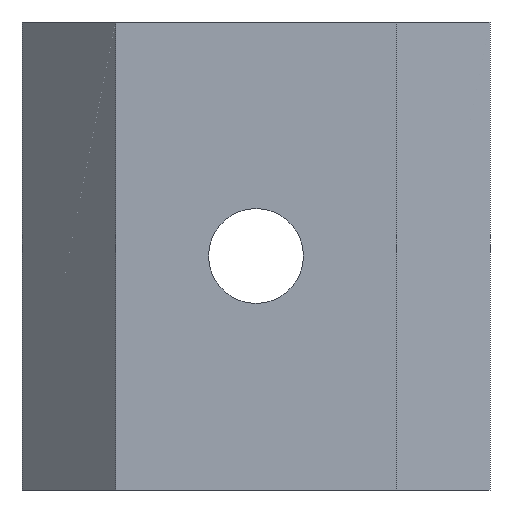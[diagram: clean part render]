
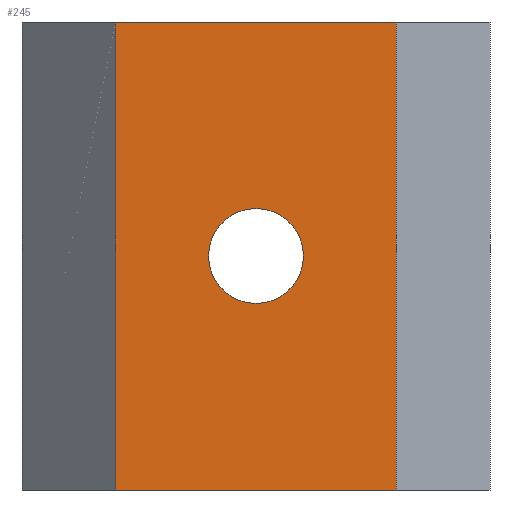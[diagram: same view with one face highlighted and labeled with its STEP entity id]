
A CAD part, front view. The second image highlights one B-rep face of the part: STEP entity #245.
In plain terms, the highlighted planar face has unit normal (0, -1, 0).
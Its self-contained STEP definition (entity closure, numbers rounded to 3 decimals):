
#27=LINE('',#364,#57);
#28=LINE('',#367,#58);
#29=LINE('',#369,#59);
#30=LINE('',#370,#60);
#57=VECTOR('',#298,16.);
#58=VECTOR('',#301,9.6);
#59=VECTOR('',#302,9.6);
#60=VECTOR('',#303,16.);
#79=PLANE('',#262);
#88=FACE_BOUND('',#110,.T.);
#95=FACE_OUTER_BOUND('',#109,.T.);
#109=EDGE_LOOP('',(#193,#194,#195,#196));
#110=EDGE_LOOP('',(#197));
#119=CIRCLE('',#256,1.621);
#121=VERTEX_POINT('',#334);
#131=VERTEX_POINT('',#360);
#132=VERTEX_POINT('',#362);
#133=VERTEX_POINT('',#366);
#134=VERTEX_POINT('',#368);
#143=EDGE_CURVE('',#121,#121,#119,.T.);
#157=EDGE_CURVE('',#131,#132,#27,.T.);
#158=EDGE_CURVE('',#131,#133,#28,.T.);
#159=EDGE_CURVE('',#134,#132,#29,.T.);
#160=EDGE_CURVE('',#133,#134,#30,.T.);
#193=ORIENTED_EDGE('',*,*,#158,.F.);
#194=ORIENTED_EDGE('',*,*,#157,.T.);
#195=ORIENTED_EDGE('',*,*,#159,.F.);
#196=ORIENTED_EDGE('',*,*,#160,.F.);
#197=ORIENTED_EDGE('',*,*,#143,.T.);
#245=ADVANCED_FACE('',(#95,#88),#79,.T.);
#256=AXIS2_PLACEMENT_3D('',#335,#274,#275);
#262=AXIS2_PLACEMENT_3D('',#365,#299,#300);
#274=DIRECTION('center_axis',(0.,1.,0.));
#275=DIRECTION('ref_axis',(1.,0.,0.));
#298=DIRECTION('',(0.,0.,1.));
#299=DIRECTION('center_axis',(0.,-1.,0.));
#300=DIRECTION('ref_axis',(1.,0.,0.));
#301=DIRECTION('',(-1.,0.,0.));
#302=DIRECTION('',(1.,0.,0.));
#303=DIRECTION('',(0.,0.,1.));
#334=CARTESIAN_POINT('',(-1.621,0.,8.));
#335=CARTESIAN_POINT('Origin',(0.,0.,8.));
#360=CARTESIAN_POINT('',(4.8,0.,0.));
#362=CARTESIAN_POINT('',(4.8,0.,16.));
#364=CARTESIAN_POINT('',(4.8,0.,0.));
#365=CARTESIAN_POINT('Origin',(-4.8,0.,0.));
#366=CARTESIAN_POINT('',(-4.8,0.,0.));
#367=CARTESIAN_POINT('',(4.8,0.,0.));
#368=CARTESIAN_POINT('',(-4.8,0.,16.));
#369=CARTESIAN_POINT('',(4.8,0.,16.));
#370=CARTESIAN_POINT('',(-4.8,0.,0.));
